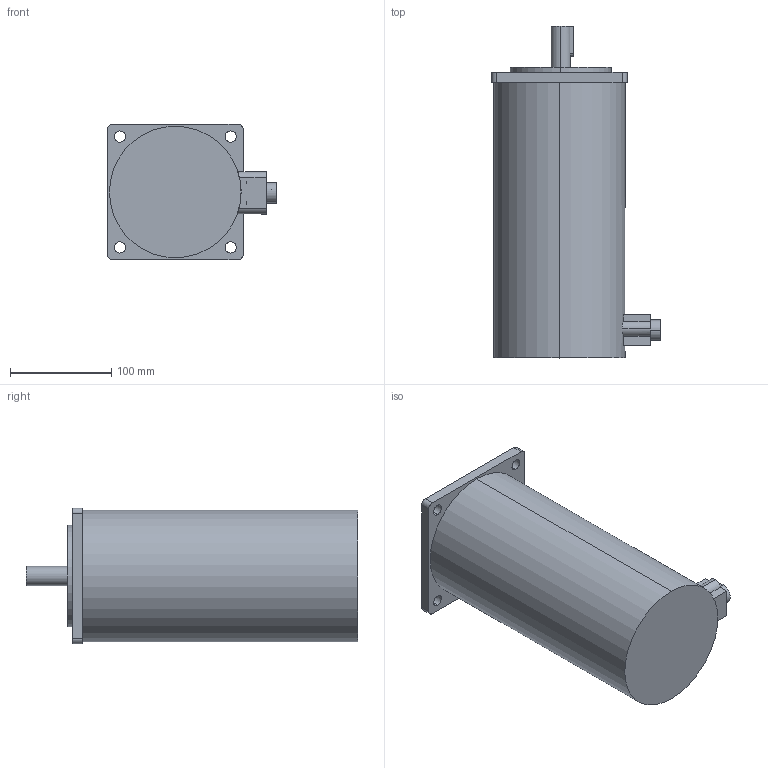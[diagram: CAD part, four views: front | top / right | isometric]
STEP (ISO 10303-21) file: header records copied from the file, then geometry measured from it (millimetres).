
FILE_DESCRIPTION (( 'STEP AP214' ), '1' );
FILE_NAME ('130HS5050A4.STEP', '2023-02-09T03:15:10', ( 'Windows 蚚誧' ), ( 'Organization' ), 'SwSTEP 2.0', 'SolidWorks 2021', '' );
FILE_SCHEMA (( 'AUTOMOTIVE_DESIGN' ));
Length unit declared in the file: millimetre
Products named in the file (1): 130HS5050A4
Bounding box: 167 x 328 x 134 mm (x, y, z)
Volume: 3839250 mm3; surface area: 168490.5 mm2
Topology: 2 solids, 2 shells, 220 faces, 487 edges, 318 vertices
Faces by surface type: plane 103, cylinder 97, torus 20
Entity records: 6421 total; most frequent: DIRECTION 1158, CARTESIAN_POINT 1142, ORIENTED_EDGE 974, EDGE_CURVE 487, AXIS2_PLACEMENT_3D 454, VERTEX_POINT 318, EDGE_LOOP 275, LINE 250
